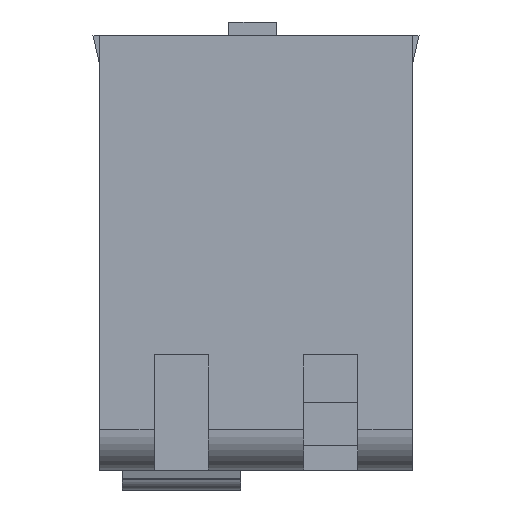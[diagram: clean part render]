
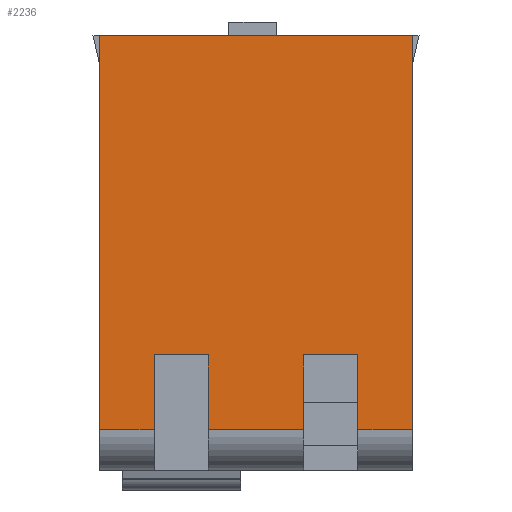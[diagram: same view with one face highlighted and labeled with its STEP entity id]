
A CAD part, front view. The second image highlights one B-rep face of the part: STEP entity #2236.
In plain terms, the highlighted planar face has unit normal (0, -1, 0).
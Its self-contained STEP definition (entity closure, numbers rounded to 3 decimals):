
#71 = LINE ( 'NONE', #4535, #73 ) ;
#73 = VECTOR ( 'NONE', #995, 1000. ) ;
#152 = LINE ( 'NONE', #1383, #153 ) ;
#153 = VECTOR ( 'NONE', #1384, 1000. ) ;
#173 = LINE ( 'NONE', #1449, #176 ) ;
#176 = VECTOR ( 'NONE', #1450, 1000. ) ;
#180 = LINE ( 'NONE', #1426, #181 ) ;
#181 = VECTOR ( 'NONE', #1427, 1000. ) ;
#340 = LINE ( 'NONE', #1608, #367 ) ;
#367 = VECTOR ( 'NONE', #1633, 1000. ) ;
#377 = LINE ( 'NONE', #1642, #378 ) ;
#378 = VECTOR ( 'NONE', #1643, 1000. ) ;
#381 = LINE ( 'NONE', #1646, #382 ) ;
#382 = VECTOR ( 'NONE', #1647, 1000. ) ;
#383 = LINE ( 'NONE', #1648, #384 ) ;
#384 = VECTOR ( 'NONE', #1649, 1000. ) ;
#385 = LINE ( 'NONE', #1650, #386 ) ;
#386 = VECTOR ( 'NONE', #1651, 1000. ) ;
#387 = LINE ( 'NONE', #1652, #388 ) ;
#388 = VECTOR ( 'NONE', #1653, 1000. ) ;
#391 = LINE ( 'NONE', #1656, #392 ) ;
#392 = VECTOR ( 'NONE', #1657, 1000. ) ;
#576 = LINE ( 'NONE', #1892, #578 ) ;
#578 = VECTOR ( 'NONE', #1893, 1000. ) ;
#769 = EDGE_LOOP ( 'NONE', ( #982, #983, #984, #985, #986, #987, #989, #990, #991, #2410, #2411, #2233 ) ) ;
#982 = ORIENTED_EDGE ( 'NONE', *, *, #4821, .T. ) ;
#983 = ORIENTED_EDGE ( 'NONE', *, *, #4702, .T. ) ;
#984 = ORIENTED_EDGE ( 'NONE', *, *, #4704, .F. ) ;
#985 = ORIENTED_EDGE ( 'NONE', *, *, #4706, .F. ) ;
#986 = ORIENTED_EDGE ( 'NONE', *, *, #4705, .T. ) ;
#987 = ORIENTED_EDGE ( 'NONE', *, *, #4707, .T. ) ;
#989 = ORIENTED_EDGE ( 'NONE', *, *, #4609, .F. ) ;
#990 = ORIENTED_EDGE ( 'NONE', *, *, #3230, .F. ) ;
#991 = ORIENTED_EDGE ( 'NONE', *, *, #4599, .T. ) ;
#995 = DIRECTION ( 'NONE',  ( -1., 0., 0. ) ) ;
#1075 = CARTESIAN_POINT ( 'NONE',  ( 0., 0., 3. ) ) ;
#1076 = CARTESIAN_POINT ( 'NONE',  ( 0., 0., 32. ) ) ;
#1160 = CARTESIAN_POINT ( 'NONE',  ( 23., 0., 32. ) ) ;
#1161 = CARTESIAN_POINT ( 'NONE',  ( 23., 0., 3. ) ) ;
#1170 = CARTESIAN_POINT ( 'NONE',  ( 19., 0., 3. ) ) ;
#1171 = CARTESIAN_POINT ( 'NONE',  ( 19., 0., 8.5 ) ) ;
#1175 = CARTESIAN_POINT ( 'NONE',  ( 15., 0., 8.5 ) ) ;
#1176 = CARTESIAN_POINT ( 'NONE',  ( 15., 0., 3. ) ) ;
#1263 = CARTESIAN_POINT ( 'NONE',  ( 4., 0., 3. ) ) ;
#1264 = CARTESIAN_POINT ( 'NONE',  ( 4., 0., 8.5 ) ) ;
#1265 = CARTESIAN_POINT ( 'NONE',  ( 8., 0., 8.5 ) ) ;
#1266 = CARTESIAN_POINT ( 'NONE',  ( 8., 0., 3. ) ) ;
#1383 = CARTESIAN_POINT ( 'NONE',  ( 23., 0., 32. ) ) ;
#1384 = DIRECTION ( 'NONE',  ( 0., 0., -1. ) ) ;
#1426 = CARTESIAN_POINT ( 'NONE',  ( 19., 0., 8.5 ) ) ;
#1427 = DIRECTION ( 'NONE',  ( 0., 0., -1. ) ) ;
#1449 = CARTESIAN_POINT ( 'NONE',  ( 15., 0., 8.5 ) ) ;
#1450 = DIRECTION ( 'NONE',  ( 0., 0., -1. ) ) ;
#1608 = CARTESIAN_POINT ( 'NONE',  ( 0., 0., 32. ) ) ;
#1633 = DIRECTION ( 'NONE',  ( 1., 0., 0. ) ) ;
#1642 = CARTESIAN_POINT ( 'NONE',  ( 4., 0., 3. ) ) ;
#1643 = DIRECTION ( 'NONE',  ( 1., 0., 0. ) ) ;
#1646 = CARTESIAN_POINT ( 'NONE',  ( 4., 0., 8.5 ) ) ;
#1647 = DIRECTION ( 'NONE',  ( 0., 0., -1. ) ) ;
#1648 = CARTESIAN_POINT ( 'NONE',  ( 8., 0., 8.5 ) ) ;
#1649 = DIRECTION ( 'NONE',  ( 0., 0., -1. ) ) ;
#1650 = CARTESIAN_POINT ( 'NONE',  ( 8., 0., 8.5 ) ) ;
#1651 = DIRECTION ( 'NONE',  ( -1., 0., 0. ) ) ;
#1652 = CARTESIAN_POINT ( 'NONE',  ( 15., 0., 3. ) ) ;
#1653 = DIRECTION ( 'NONE',  ( 1., 0., 0. ) ) ;
#1656 = CARTESIAN_POINT ( 'NONE',  ( 23., 0., 3. ) ) ;
#1657 = DIRECTION ( 'NONE',  ( 1., 0., 0. ) ) ;
#1892 = CARTESIAN_POINT ( 'NONE',  ( 0., 0., 32. ) ) ;
#1893 = DIRECTION ( 'NONE',  ( 0., 0., -1. ) ) ;
#2233 = ORIENTED_EDGE ( 'NONE', *, *, #4697, .F. ) ;
#2236 = ADVANCED_FACE ( 'NONE', ( #5235 ), #3598, .F. ) ;
#2410 = ORIENTED_EDGE ( 'NONE', *, *, #4709, .T. ) ;
#2411 = ORIENTED_EDGE ( 'NONE', *, *, #4581, .F. ) ;
#3230 = EDGE_CURVE ( 'NONE', #3400, #3404, #71, .T. ) ;
#3304 = VERTEX_POINT ( 'NONE', #1075 ) ;
#3305 = VERTEX_POINT ( 'NONE', #1076 ) ;
#3389 = VERTEX_POINT ( 'NONE', #1160 ) ;
#3390 = VERTEX_POINT ( 'NONE', #1161 ) ;
#3399 = VERTEX_POINT ( 'NONE', #1170 ) ;
#3400 = VERTEX_POINT ( 'NONE', #1171 ) ;
#3404 = VERTEX_POINT ( 'NONE', #1175 ) ;
#3405 = VERTEX_POINT ( 'NONE', #1176 ) ;
#3492 = VERTEX_POINT ( 'NONE', #1263 ) ;
#3493 = VERTEX_POINT ( 'NONE', #1264 ) ;
#3494 = VERTEX_POINT ( 'NONE', #1265 ) ;
#3495 = VERTEX_POINT ( 'NONE', #1266 ) ;
#3598 = PLANE ( 'NONE',  #4903 ) ;
#3599 = CARTESIAN_POINT ( 'NONE',  ( 0., 0., 32. ) ) ;
#3604 = DIRECTION ( 'NONE',  ( 0., 1., 0. ) ) ;
#3605 = DIRECTION ( 'NONE',  ( 0., 0., 1. ) ) ;
#4535 = CARTESIAN_POINT ( 'NONE',  ( 19., 0., 8.5 ) ) ;
#4581 = EDGE_CURVE ( 'NONE', #3389, #3390, #152, .T. ) ;
#4599 = EDGE_CURVE ( 'NONE', #3400, #3399, #180, .T. ) ;
#4609 = EDGE_CURVE ( 'NONE', #3404, #3405, #173, .T. ) ;
#4697 = EDGE_CURVE ( 'NONE', #3305, #3389, #340, .T. ) ;
#4702 = EDGE_CURVE ( 'NONE', #3304, #3492, #377, .T. ) ;
#4704 = EDGE_CURVE ( 'NONE', #3493, #3492, #381, .T. ) ;
#4705 = EDGE_CURVE ( 'NONE', #3494, #3495, #383, .T. ) ;
#4706 = EDGE_CURVE ( 'NONE', #3494, #3493, #385, .T. ) ;
#4707 = EDGE_CURVE ( 'NONE', #3495, #3405, #387, .T. ) ;
#4709 = EDGE_CURVE ( 'NONE', #3399, #3390, #391, .T. ) ;
#4821 = EDGE_CURVE ( 'NONE', #3305, #3304, #576, .T. ) ;
#4903 = AXIS2_PLACEMENT_3D ( 'NONE', #3599, #3604, #3605 ) ;
#5235 = FACE_OUTER_BOUND ( 'NONE', #769, .T. ) ;
